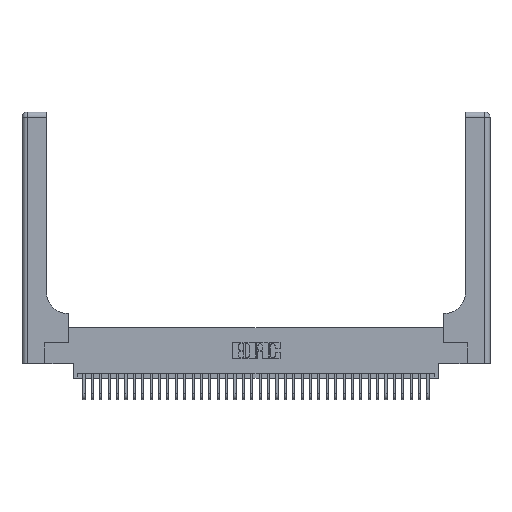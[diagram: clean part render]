
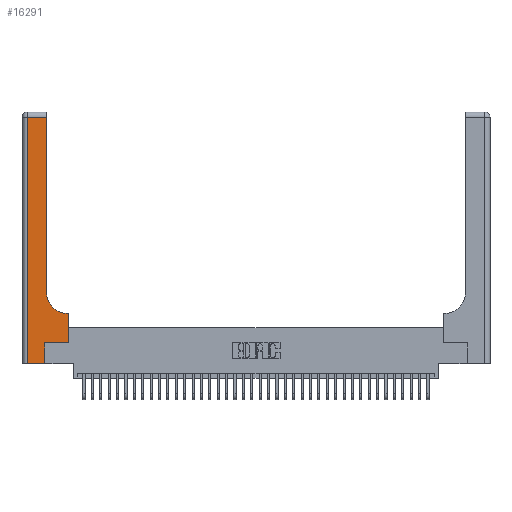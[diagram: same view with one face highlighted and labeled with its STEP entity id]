
A CAD part, top view. The second image highlights one B-rep face of the part: STEP entity #16291.
In plain terms, the highlighted planar face has unit normal (0, 0, 1).
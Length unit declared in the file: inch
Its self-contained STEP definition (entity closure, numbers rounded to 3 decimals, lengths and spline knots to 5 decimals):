
#547 = VERTEX_POINT ( 'NONE', #19378 ) ;
#759 = VECTOR ( 'NONE', #7187, 39.37008 ) ;
#825 = CARTESIAN_POINT ( 'NONE',  ( 0., 3., 0.37 ) ) ;
#1084 = CARTESIAN_POINT ( 'NONE',  ( 0.5415, 0.85, 0.37 ) ) ;
#1302 = EDGE_CURVE ( 'NONE', #28047, #547, #36629, .T. ) ;
#1549 = DIRECTION ( 'NONE',  ( 0., -1., 0. ) ) ;
#1964 = CARTESIAN_POINT ( 'NONE',  ( 0.5415, 0.6, 0.37 ) ) ;
#2021 = LINE ( 'NONE', #23118, #31473 ) ;
#2167 = EDGE_CURVE ( 'NONE', #547, #20595, #37954, .T. ) ;
#2186 = CARTESIAN_POINT ( 'NONE',  ( 0., 0., 0.37 ) ) ;
#2223 = EDGE_CURVE ( 'NONE', #4491, #24303, #12899, .T. ) ;
#2439 = ORIENTED_EDGE ( 'NONE', *, *, #21808, .T. ) ;
#3559 = VERTEX_POINT ( 'NONE', #7324 ) ;
#3931 = DIRECTION ( 'NONE',  ( 0., 0., -1. ) ) ;
#4491 = VERTEX_POINT ( 'NONE', #16484 ) ;
#5106 = CARTESIAN_POINT ( 'NONE',  ( 0.2915, 0.85, 0.37 ) ) ;
#5271 = CARTESIAN_POINT ( 'NONE',  ( 0.269, 0.25, 0.37 ) ) ;
#6625 = DIRECTION ( 'NONE',  ( 1., 0., 0. ) ) ;
#7169 = CIRCLE ( 'NONE', #35765, 0.25 ) ;
#7187 = DIRECTION ( 'NONE',  ( 0., 1., 0. ) ) ;
#7324 = CARTESIAN_POINT ( 'NONE',  ( 0.2915, 2.94, 0.37 ) ) ;
#7376 = ORIENTED_EDGE ( 'NONE', *, *, #2167, .T. ) ;
#7454 = CARTESIAN_POINT ( 'NONE',  ( 0.269, 0., 0.37 ) ) ;
#8432 = VECTOR ( 'NONE', #19656, 39.37008 ) ;
#10226 = EDGE_CURVE ( 'NONE', #24303, #12901, #7169, .T. ) ;
#11368 = ORIENTED_EDGE ( 'NONE', *, *, #2223, .T. ) ;
#11862 = VECTOR ( 'NONE', #23759, 39.37008 ) ;
#12586 = VERTEX_POINT ( 'NONE', #13383 ) ;
#12899 = LINE ( 'NONE', #17465, #32186 ) ;
#12901 = VERTEX_POINT ( 'NONE', #5106 ) ;
#13270 = DIRECTION ( 'NONE',  ( -1., 0., 0. ) ) ;
#13383 = CARTESIAN_POINT ( 'NONE',  ( 0.06, 2.94, 0.37 ) ) ;
#14327 = LINE ( 'NONE', #34477, #14819 ) ;
#14819 = VECTOR ( 'NONE', #18755, 39.37008 ) ;
#15391 = LINE ( 'NONE', #35406, #24591 ) ;
#15836 = CARTESIAN_POINT ( 'NONE',  ( 0.06, 0., 0.37 ) ) ;
#16291 = ADVANCED_FACE ( 'NONE', ( #36760 ), #16928, .F. ) ;
#16484 = CARTESIAN_POINT ( 'NONE',  ( 0.5585, 0.6, 0.37 ) ) ;
#16928 = PLANE ( 'NONE',  #22064 ) ;
#17465 = CARTESIAN_POINT ( 'NONE',  ( 0.2915, 0.6, 0.37 ) ) ;
#18755 = DIRECTION ( 'NONE',  ( 0., 1., 0. ) ) ;
#18907 = VERTEX_POINT ( 'NONE', #19254 ) ;
#19251 = VECTOR ( 'NONE', #6625, 39.37008 ) ;
#19254 = CARTESIAN_POINT ( 'NONE',  ( 0.5585, 0.25, 0.37 ) ) ;
#19378 = CARTESIAN_POINT ( 'NONE',  ( 0.269, 0., 0.37 ) ) ;
#19656 = DIRECTION ( 'NONE',  ( 0., 1., 0. ) ) ;
#20197 = ORIENTED_EDGE ( 'NONE', *, *, #24815, .T. ) ;
#20595 = VERTEX_POINT ( 'NONE', #5271 ) ;
#21499 = LINE ( 'NONE', #22771, #8432 ) ;
#21808 = EDGE_CURVE ( 'NONE', #20595, #18907, #2021, .T. ) ;
#22064 = AXIS2_PLACEMENT_3D ( 'NONE', #825, #3931, #13270 ) ;
#22771 = CARTESIAN_POINT ( 'NONE',  ( 0.5585, 0.25, 0.37 ) ) ;
#22999 = DIRECTION ( 'NONE',  ( 0., 0., -1. ) ) ;
#23118 = CARTESIAN_POINT ( 'NONE',  ( 0.269, 0.25, 0.37 ) ) ;
#23759 = DIRECTION ( 'NONE',  ( -1., 0., 0. ) ) ;
#23911 = CARTESIAN_POINT ( 'NONE',  ( 0., 2.94, 0.37 ) ) ;
#24303 = VERTEX_POINT ( 'NONE', #1964 ) ;
#24591 = VECTOR ( 'NONE', #1549, 39.37008 ) ;
#24815 = EDGE_CURVE ( 'NONE', #12586, #28047, #15391, .T. ) ;
#26211 = ORIENTED_EDGE ( 'NONE', *, *, #33526, .T. ) ;
#27740 = LINE ( 'NONE', #23911, #11862 ) ;
#28047 = VERTEX_POINT ( 'NONE', #15836 ) ;
#28346 = EDGE_LOOP ( 'NONE', ( #26211, #28547, #20197, #32565, #7376, #2439, #38120, #11368, #31881 ) ) ;
#28547 = ORIENTED_EDGE ( 'NONE', *, *, #31148, .T. ) ;
#29060 = DIRECTION ( 'NONE',  ( 1., 0., 0. ) ) ;
#30900 = EDGE_CURVE ( 'NONE', #18907, #4491, #21499, .T. ) ;
#31148 = EDGE_CURVE ( 'NONE', #3559, #12586, #27740, .T. ) ;
#31473 = VECTOR ( 'NONE', #36189, 39.37008 ) ;
#31881 = ORIENTED_EDGE ( 'NONE', *, *, #10226, .T. ) ;
#32186 = VECTOR ( 'NONE', #32696, 39.37008 ) ;
#32565 = ORIENTED_EDGE ( 'NONE', *, *, #1302, .T. ) ;
#32696 = DIRECTION ( 'NONE',  ( -1., 0., 0. ) ) ;
#33526 = EDGE_CURVE ( 'NONE', #12901, #3559, #14327, .T. ) ;
#34477 = CARTESIAN_POINT ( 'NONE',  ( 0.2915, 3., 0.37 ) ) ;
#35406 = CARTESIAN_POINT ( 'NONE',  ( 0.06, 3., 0.37 ) ) ;
#35765 = AXIS2_PLACEMENT_3D ( 'NONE', #1084, #22999, #29060 ) ;
#36189 = DIRECTION ( 'NONE',  ( 1., 0., 0. ) ) ;
#36629 = LINE ( 'NONE', #2186, #19251 ) ;
#36760 = FACE_OUTER_BOUND ( 'NONE', #28346, .T. ) ;
#37954 = LINE ( 'NONE', #7454, #759 ) ;
#38120 = ORIENTED_EDGE ( 'NONE', *, *, #30900, .T. ) ;
